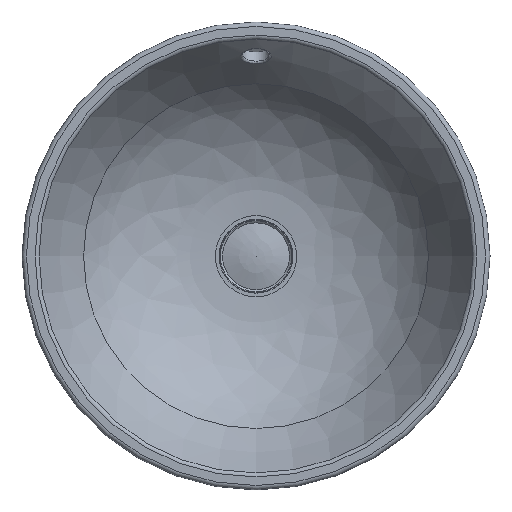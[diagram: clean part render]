
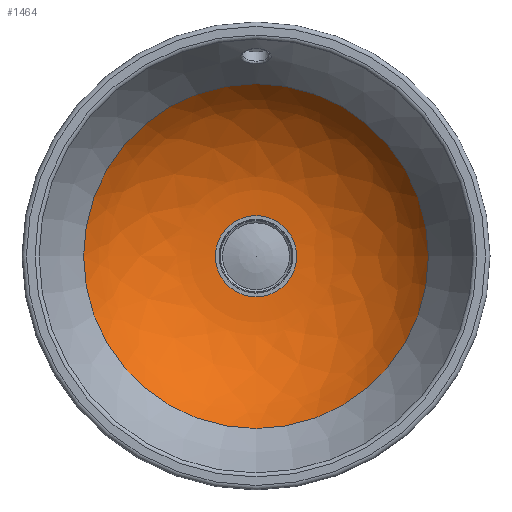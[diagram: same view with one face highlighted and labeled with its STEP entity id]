
A CAD part, top view. The second image highlights one B-rep face of the part: STEP entity #1464.
In plain terms, the highlighted free-form (B-spline) face has degree [2, 2] with [3, 9] control points.
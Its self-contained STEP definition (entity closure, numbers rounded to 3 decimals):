
#1332=CARTESIAN_POINT('',(165.691,-42.269,0.));
#1333=VERTEX_POINT('',#1332);
#1334=CARTESIAN_POINT('',(10.952,-42.269,0.0));
#1335=DIRECTION('',(0.0,1.0,0.0));
#1336=DIRECTION('',(-1.0,0.0,0.0));
#1337=AXIS2_PLACEMENT_3D('',#1334,#1335,#1336);
#1338=CIRCLE('',#1337,154.738);
#1339=EDGE_CURVE('',#1333,#1333,#1338,.T.);
#1415=CARTESIAN_POINT('',(10.952,-42.269,154.738));
#1416=CARTESIAN_POINT('',(10.952,-123.913,96.864));
#1417=CARTESIAN_POINT('',(10.952,-98.76,0.));
#1418=CARTESIAN_POINT('',(-143.786,-42.269,154.738));
#1419=CARTESIAN_POINT('',(-85.911,-123.913,96.864));
#1420=CARTESIAN_POINT('',(10.952,-98.76,0.));
#1421=CARTESIAN_POINT('',(-143.786,-42.269,0.));
#1422=CARTESIAN_POINT('',(-85.911,-123.913,0.));
#1423=CARTESIAN_POINT('',(10.952,-98.76,0.0));
#1424=CARTESIAN_POINT('',(-143.786,-42.269,-154.738));
#1425=CARTESIAN_POINT('',(-85.911,-123.913,-96.864));
#1426=CARTESIAN_POINT('',(10.952,-98.76,0.));
#1427=CARTESIAN_POINT('',(10.952,-42.269,-154.738));
#1428=CARTESIAN_POINT('',(10.952,-123.913,-96.864));
#1429=CARTESIAN_POINT('',(10.952,-98.76,0.));
#1430=CARTESIAN_POINT('',(165.691,-42.269,-154.738));
#1431=CARTESIAN_POINT('',(107.816,-123.913,-96.864));
#1432=CARTESIAN_POINT('',(10.952,-98.76,0.));
#1433=CARTESIAN_POINT('',(165.691,-42.269,0.));
#1434=CARTESIAN_POINT('',(107.816,-123.913,0.));
#1435=CARTESIAN_POINT('',(10.952,-98.76,0.0));
#1436=CARTESIAN_POINT('',(165.691,-42.269,154.738));
#1437=CARTESIAN_POINT('',(107.816,-123.913,96.864));
#1438=CARTESIAN_POINT('',(10.952,-98.76,0.));
#1439=CARTESIAN_POINT('',(10.952,-42.269,154.738));
#1440=CARTESIAN_POINT('',(10.952,-123.913,96.864));
#1441=CARTESIAN_POINT('',(10.952,-98.76,0.));
#1449=(BOUNDED_SURFACE()B_SPLINE_SURFACE(2,2,((#1415,#1418,#1421,#1424,#1427,#1430,#1433,#1436,#1439),(#1416,#1419,#1422,#1425,#1428,#1431,#1434,#1437,#1440),(#1417,#1420,#1423,#1426,#1429,#1432,#1435,#1438,#1441)),.UNSPECIFIED.,.F.,.T.,.U.)B_SPLINE_SURFACE_WITH_KNOTS((3,3),(3,2,2,2,3),(0.617,1.825),(0.0,1.571,3.142,4.712,6.283),.UNSPECIFIED.)GEOMETRIC_REPRESENTATION_ITEM()RATIONAL_B_SPLINE_SURFACE(((1.0,0.707,1.0,0.707,1.0,0.707,1.0,0.707,1.0),(0.823,0.582,0.823,0.582,0.823,0.582,0.823,0.582,0.823),(1.0,0.707,1.0,0.707,1.0,0.707,1.0,0.707,1.0)))REPRESENTATION_ITEM('')SURFACE());
#1450=CARTESIAN_POINT('',(47.397,-103.414,0.0));
#1451=VERTEX_POINT('',#1450);
#1452=CARTESIAN_POINT('',(10.952,-103.414,0.0));
#1453=DIRECTION('',(0.0,-1.0,0.0));
#1454=DIRECTION('',(-1.0,0.0,0.0));
#1455=AXIS2_PLACEMENT_3D('',#1452,#1453,#1454);
#1456=CIRCLE('',#1455,36.444);
#1457=EDGE_CURVE('',#1451,#1451,#1456,.T.);
#1458=ORIENTED_EDGE('',*,*,#1457,.T.);
#1459=EDGE_LOOP('',(#1458));
#1460=FACE_OUTER_BOUND('',#1459,.T.);
#1461=ORIENTED_EDGE('',*,*,#1339,.T.);
#1462=EDGE_LOOP('',(#1461));
#1463=FACE_BOUND('',#1462,.T.);
#1464=ADVANCED_FACE('',(#1460,#1463),#1449,.T.);
